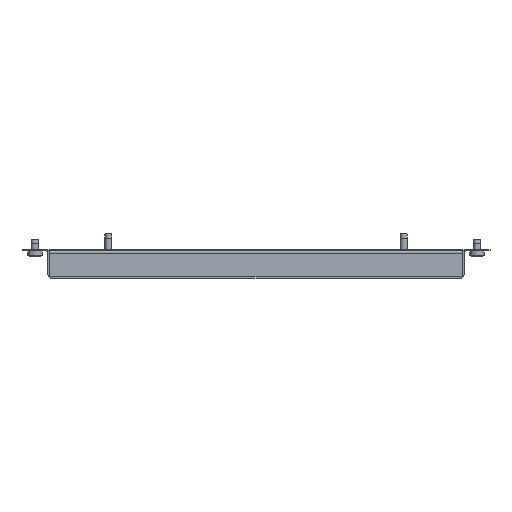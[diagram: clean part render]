
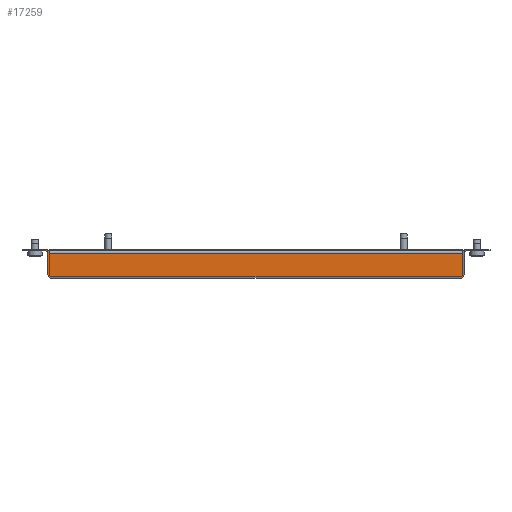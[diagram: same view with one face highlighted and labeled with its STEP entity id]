
A CAD part, front view. The second image highlights one B-rep face of the part: STEP entity #17259.
In plain terms, the highlighted planar face has unit normal (0, -1, 0).
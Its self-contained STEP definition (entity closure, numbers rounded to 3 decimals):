
#17259=ADVANCED_FACE('',(#35136),#35137,.F.);
#35136=FACE_OUTER_BOUND('',#53634,.T.);
#35137=PLANE('',#53635);
#53634=EDGE_LOOP('',(#109091,#109092,#109093,#109094,#109095,#109096,#109097,#109098,#109099,#109100,#109101,#109102,#109103,#109104,#109105,#109106,#109107,#109108,#109109,#109110,#109111,#109112));
#53635=AXIS2_PLACEMENT_3D('',#109113,#109114,#109115);
#109091=ORIENTED_EDGE('',*,*,#138005,.F.);
#109092=ORIENTED_EDGE('',*,*,#116834,.T.);
#109093=ORIENTED_EDGE('',*,*,#138006,.T.);
#109094=ORIENTED_EDGE('',*,*,#138007,.T.);
#109095=ORIENTED_EDGE('',*,*,#138008,.F.);
#109096=ORIENTED_EDGE('',*,*,#138009,.T.);
#109097=ORIENTED_EDGE('',*,*,#138010,.T.);
#109098=ORIENTED_EDGE('',*,*,#138011,.T.);
#109099=ORIENTED_EDGE('',*,*,#138012,.T.);
#109100=ORIENTED_EDGE('',*,*,#138013,.T.);
#109101=ORIENTED_EDGE('',*,*,#138014,.T.);
#109102=ORIENTED_EDGE('',*,*,#138015,.T.);
#109103=ORIENTED_EDGE('',*,*,#138016,.F.);
#109104=ORIENTED_EDGE('',*,*,#138017,.F.);
#109105=ORIENTED_EDGE('',*,*,#138018,.T.);
#109106=ORIENTED_EDGE('',*,*,#138019,.T.);
#109107=ORIENTED_EDGE('',*,*,#138020,.F.);
#109108=ORIENTED_EDGE('',*,*,#138021,.F.);
#109109=ORIENTED_EDGE('',*,*,#138022,.F.);
#109110=ORIENTED_EDGE('',*,*,#138023,.F.);
#109111=ORIENTED_EDGE('',*,*,#138024,.T.);
#109112=ORIENTED_EDGE('',*,*,#138025,.T.);
#109113=CARTESIAN_POINT('',(198.5,0.0,1.777));
#109114=DIRECTION('',(0.0,1.0,0.0));
#109115=DIRECTION('',(-1.0,0.0,0.0));
#116834=EDGE_CURVE('',#143377,#143375,#143378,.T.);
#138005=EDGE_CURVE('',#143377,#173461,#173462,.T.);
#138006=EDGE_CURVE('',#143375,#173463,#173464,.T.);
#138007=EDGE_CURVE('',#173463,#173465,#173466,.T.);
#138008=EDGE_CURVE('',#173467,#173465,#173468,.T.);
#138009=EDGE_CURVE('',#173467,#173469,#173470,.T.);
#138010=EDGE_CURVE('',#173469,#173471,#173472,.T.);
#138011=EDGE_CURVE('',#173471,#173473,#173474,.T.);
#138012=EDGE_CURVE('',#173473,#173475,#173476,.T.);
#138013=EDGE_CURVE('',#173475,#173477,#173478,.T.);
#138014=EDGE_CURVE('',#173477,#173479,#173480,.T.);
#138015=EDGE_CURVE('',#173479,#173481,#173482,.T.);
#138016=EDGE_CURVE('',#173483,#173481,#173484,.T.);
#138017=EDGE_CURVE('',#173485,#173483,#173486,.T.);
#138018=EDGE_CURVE('',#173485,#173487,#173488,.T.);
#138019=EDGE_CURVE('',#173487,#173489,#173490,.T.);
#138020=EDGE_CURVE('',#173491,#173489,#173492,.T.);
#138021=EDGE_CURVE('',#173493,#173491,#173494,.T.);
#138022=EDGE_CURVE('',#173495,#173493,#173496,.T.);
#138023=EDGE_CURVE('',#173497,#173495,#173498,.T.);
#138024=EDGE_CURVE('',#173497,#173499,#173500,.T.);
#138025=EDGE_CURVE('',#173499,#173461,#173501,.T.);
#143375=VERTEX_POINT('',#181302);
#143377=VERTEX_POINT('',#181305);
#143378=LINE('',#181306,#181307);
#173461=VERTEX_POINT('',#226988);
#173462=CIRCLE('',#226989,3.25);
#173463=VERTEX_POINT('',#226990);
#173464=CIRCLE('',#226991,3.25);
#173465=VERTEX_POINT('',#226992);
#173466=LINE('',#226993,#226994);
#173467=VERTEX_POINT('',#226995);
#173468=CIRCLE('',#226996,2.0);
#173469=VERTEX_POINT('',#226997);
#173470=LINE('',#226998,#226999);
#173471=VERTEX_POINT('',#227000);
#173472=LINE('',#227001,#227002);
#173473=VERTEX_POINT('',#227003);
#173474=LINE('',#227004,#227005);
#173475=VERTEX_POINT('',#227006);
#173476=CIRCLE('',#227007,3.25);
#173477=VERTEX_POINT('',#227008);
#173478=LINE('',#227009,#227010);
#173479=VERTEX_POINT('',#227011);
#173480=CIRCLE('',#227012,2.);
#173481=VERTEX_POINT('',#227013);
#173482=LINE('',#227014,#227015);
#173483=VERTEX_POINT('',#227016);
#173484=LINE('',#227017,#227018);
#173485=VERTEX_POINT('',#227019);
#173486=LINE('',#227020,#227021);
#173487=VERTEX_POINT('',#227022);
#173488=CIRCLE('',#227023,2.);
#173489=VERTEX_POINT('',#227024);
#173490=LINE('',#227025,#227026);
#173491=VERTEX_POINT('',#227027);
#173492=CIRCLE('',#227028,3.25);
#173493=VERTEX_POINT('',#227029);
#173494=LINE('',#227030,#227031);
#173495=VERTEX_POINT('',#227032);
#173496=LINE('',#227033,#227034);
#173497=VERTEX_POINT('',#227035);
#173498=LINE('',#227036,#227037);
#173499=VERTEX_POINT('',#227038);
#173500=CIRCLE('',#227039,2.0);
#173501=LINE('',#227040,#227041);
#181302=CARTESIAN_POINT('',(371.75,0.0,0.));
#181305=CARTESIAN_POINT('',(25.25,0.0,0.0));
#181306=CARTESIAN_POINT('',(23.26,0.0,0.0));
#181307=VECTOR('',#230253,1.0);
#226988=CARTESIAN_POINT('',(22.0,0.0,3.25));
#226989=AXIS2_PLACEMENT_3D('',#245852,#245853,#245854);
#226990=CARTESIAN_POINT('',(375.,0.0,3.25));
#226991=AXIS2_PLACEMENT_3D('',#245855,#245856,#245857);
#226992=CARTESIAN_POINT('',(375.0,0.0,21.25));
#226993=CARTESIAN_POINT('',(375.0,0.0,3.25));
#226994=VECTOR('',#245858,1.0);
#226995=CARTESIAN_POINT('',(377.,0.0,23.25));
#226996=AXIS2_PLACEMENT_3D('',#245859,#245860,#245861);
#226997=CARTESIAN_POINT('',(397.0,0.0,23.25));
#226998=CARTESIAN_POINT('',(377.0,0.0,23.25));
#226999=VECTOR('',#245862,1.0);
#227000=CARTESIAN_POINT('',(397.0,0.0,24.5));
#227001=CARTESIAN_POINT('',(397.0,0.0,23.25));
#227002=VECTOR('',#245863,1.0);
#227003=CARTESIAN_POINT('',(377.0,0.0,24.5));
#227004=CARTESIAN_POINT('',(397.0,0.0,24.5));
#227005=VECTOR('',#245864,1.0);
#227006=CARTESIAN_POINT('',(373.75,0.0,21.25));
#227007=AXIS2_PLACEMENT_3D('',#245865,#245866,#245867);
#227008=CARTESIAN_POINT('',(373.75,0.0,3.25));
#227009=CARTESIAN_POINT('',(373.75,0.0,21.25));
#227010=VECTOR('',#245868,1.0);
#227011=CARTESIAN_POINT('',(373.74,0.0,3.05));
#227012=AXIS2_PLACEMENT_3D('',#245869,#245870,#245871);
#227013=CARTESIAN_POINT('',(373.74,0.0,21.25));
#227014=CARTESIAN_POINT('',(373.74,0.0,0.0));
#227015=VECTOR('',#245872,1.0);
#227016=CARTESIAN_POINT('',(23.26,0.0,21.25));
#227017=CARTESIAN_POINT('',(23.26,0.0,21.25));
#227018=VECTOR('',#245873,1.0);
#227019=CARTESIAN_POINT('',(23.26,0.0,3.05));
#227020=CARTESIAN_POINT('',(23.26,0.0,0.0));
#227021=VECTOR('',#245874,1.0);
#227022=CARTESIAN_POINT('',(23.25,0.0,3.25));
#227023=AXIS2_PLACEMENT_3D('',#245875,#245876,#245877);
#227024=CARTESIAN_POINT('',(23.25,0.0,21.25));
#227025=CARTESIAN_POINT('',(23.25,0.0,3.25));
#227026=VECTOR('',#245878,1.0);
#227027=CARTESIAN_POINT('',(20.0,0.0,24.5));
#227028=AXIS2_PLACEMENT_3D('',#245879,#245880,#245881);
#227029=CARTESIAN_POINT('',(0.0,0.0,24.5));
#227030=CARTESIAN_POINT('',(0.0,0.0,24.5));
#227031=VECTOR('',#245882,1.0);
#227032=CARTESIAN_POINT('',(0.0,0.0,23.25));
#227033=CARTESIAN_POINT('',(0.0,0.0,23.25));
#227034=VECTOR('',#245883,1.0);
#227035=CARTESIAN_POINT('',(20.,0.0,23.25));
#227036=CARTESIAN_POINT('',(20.0,0.0,23.25));
#227037=VECTOR('',#245884,1.0);
#227038=CARTESIAN_POINT('',(22.0,0.0,21.25));
#227039=AXIS2_PLACEMENT_3D('',#245885,#245886,#245887);
#227040=CARTESIAN_POINT('',(22.0,0.0,21.25));
#227041=VECTOR('',#245888,1.0);
#230253=DIRECTION('',(1.0,0.0,0.0));
#245852=CARTESIAN_POINT('',(25.25,0.0,3.25));
#245853=DIRECTION('',(0.0,1.0,0.0));
#245854=DIRECTION('',(0.,0.0,-1.0));
#245855=CARTESIAN_POINT('',(371.75,0.0,3.25));
#245856=DIRECTION('',(0.0,-1.0,-0.0));
#245857=DIRECTION('',(1.0,0.0,0.));
#245858=DIRECTION('',(0.0,0.0,1.0));
#245859=CARTESIAN_POINT('',(377.,0.0,21.25));
#245860=DIRECTION('',(0.0,-1.0,0.0));
#245861=DIRECTION('',(0.,0.0,1.0));
#245862=DIRECTION('',(1.0,0.0,0.0));
#245863=DIRECTION('',(0.0,0.0,1.0));
#245864=DIRECTION('',(-1.0,0.0,0.0));
#245865=CARTESIAN_POINT('',(377.,0.0,21.25));
#245866=DIRECTION('',(0.0,-1.0,0.0));
#245867=DIRECTION('',(0.,0.0,1.0));
#245868=DIRECTION('',(0.0,0.0,-1.0));
#245869=CARTESIAN_POINT('',(371.75,0.0,3.25));
#245870=DIRECTION('',(0.0,1.0,0.0));
#245871=DIRECTION('',(1.0,0.0,0.));
#245872=DIRECTION('',(0.0,0.0,1.0));
#245873=DIRECTION('',(1.0,0.0,0.0));
#245874=DIRECTION('',(0.0,0.0,1.0));
#245875=CARTESIAN_POINT('',(25.25,0.0,3.25));
#245876=DIRECTION('',(0.0,1.0,0.0));
#245877=DIRECTION('',(0.,0.0,-1.0));
#245878=DIRECTION('',(0.0,0.0,1.0));
#245879=CARTESIAN_POINT('',(20.,0.0,21.25));
#245880=DIRECTION('',(-0.0,1.0,0.0));
#245881=DIRECTION('',(0.,0.0,1.0));
#245882=DIRECTION('',(1.0,0.0,0.0));
#245883=DIRECTION('',(0.0,0.0,1.0));
#245884=DIRECTION('',(-1.0,0.0,0.0));
#245885=CARTESIAN_POINT('',(20.,0.0,21.25));
#245886=DIRECTION('',(-0.0,1.0,0.0));
#245887=DIRECTION('',(0.,0.0,1.0));
#245888=DIRECTION('',(0.0,0.0,-1.0));
